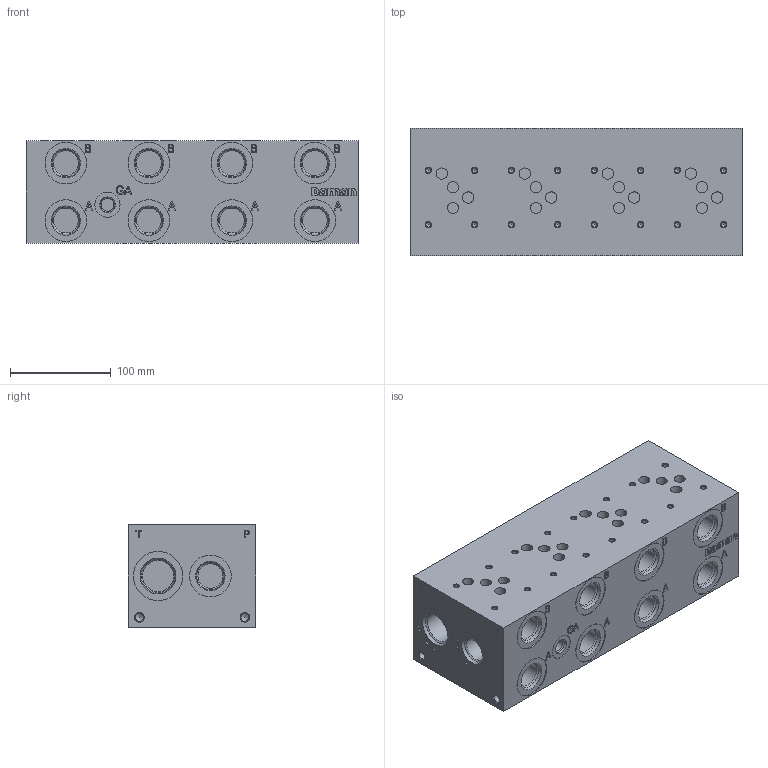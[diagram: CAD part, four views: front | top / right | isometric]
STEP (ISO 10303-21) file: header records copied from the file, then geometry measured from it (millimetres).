
FILE_DESCRIPTION( ( 'STEP AP214' ), ' ' );
FILE_NAME( 'AD05HP043S_S.stp', '2018-04-23T18:40:01', ( '' ), ( '' ), ' ', 'PARTsolutions', ' ' );
FILE_SCHEMA( ( 'AUTOMOTIVE_DESIGN { 1 0 10303 214 1 1 1 1 }' ) );
Length unit declared in the file: inch
Products named in the file (1): _AD05HP043S/S
Bounding box: 330.2 x 127 x 101.6 mm (x, y, z)
Volume: 4037173.6 mm3; surface area: 217951.5 mm2
Topology: 1 solids, 1 shells, 484 faces, 1134 edges, 734 vertices
Faces by surface type: plane 286, cylinder 128, cone 70
Full cylindrical faces by diameter (mm): 4.976 x16, 7.805 x4, 11.201 x16, 12.761 x1, 22.25 x1, 23.749 x1, 24.696 x10, 25.019 x1, 26.213 x1, 27.407 x1, 31.046 x2, 33.325 x1, 41.453 x10, 48.971 x2
Entity records: 16807 total; most frequent: DIRECTION 2245, CARTESIAN_POINT 2185, ORIENTED_EDGE 1942, EDGE_CURVE 971, AXIS2_PLACEMENT_3D 789, VERTEX_POINT 729, EDGE_LOOP 703, LINE 667
